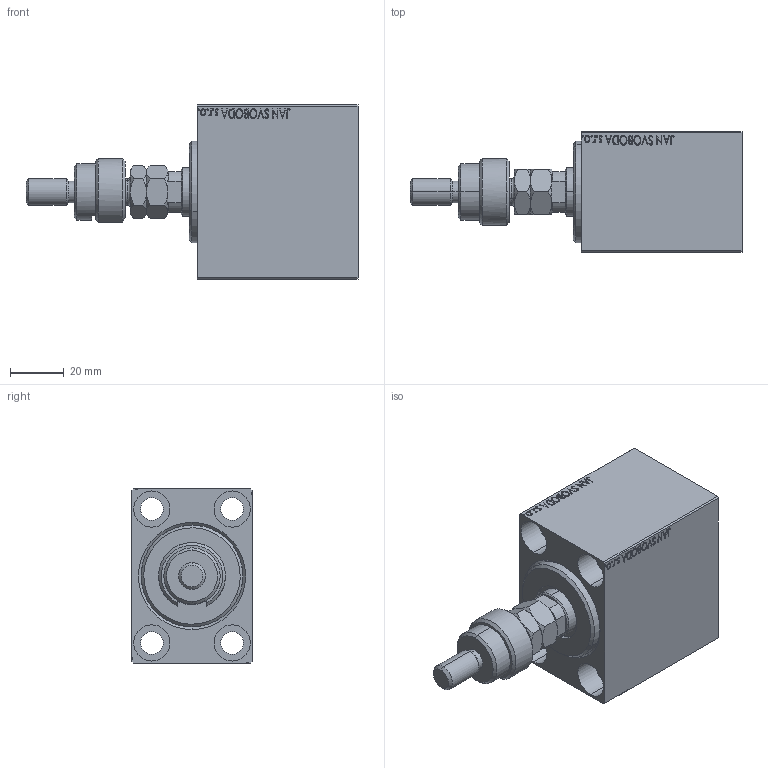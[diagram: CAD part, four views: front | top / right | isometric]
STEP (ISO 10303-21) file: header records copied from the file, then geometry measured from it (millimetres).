
FILE_DESCRIPTION (( 'STEP AP203' ), '1' );
FILE_NAME ('2660.STEP', '2022-04-17T00:34:04', ( '' ), ( '' ), 'SwSTEP 2.0', 'SolidWorks 2019', '' );
FILE_SCHEMA (( 'CONFIG_CONTROL_DESIGN' ));
Length unit declared in the file: millimetre
Products named in the file (7): DFA f8472b8003f81703bee53f4651b967bb; V450CM_VC_B f8472b8003f81703bee53f4651b967bb; FEMALE_PART_FOR_DFA f8472b8003f81703bee53f4651b967bb; V450CM_C_Body f8472b8003f81703bee53f4651b967bb; 2660; MFA f8472b8003f81703bee53f4651b967bb; V450CM_C_VCP f8472b8003f81703bee53f4651b967bb
Assembly tree (6 placements, depth 3):
  2660
    V450CM_C_Body f8472b8003f81703bee53f4651b967bb
    V450CM_C_VCP f8472b8003f81703bee53f4651b967bb
    V450CM_VC_B f8472b8003f81703bee53f4651b967bb
    DFA f8472b8003f81703bee53f4651b967bb
      FEMALE_PART_FOR_DFA f8472b8003f81703bee53f4651b967bb
      MFA f8472b8003f81703bee53f4651b967bb
Bounding box: 124 x 45 x 65 mm (x, y, z)
Volume: 166426 mm3; surface area: 44002.9 mm2
Topology: 5 solids, 5 shells, 943 faces, 2386 edges, 1565 vertices
Faces by surface type: plane 436, bspline 380, cylinder 69, cone 54, torus 4
Entity records: 46637 total; most frequent: CARTESIAN_POINT 25732, ORIENTED_EDGE 4768, DIRECTION 2914, EDGE_CURVE 2384, VERTEX_POINT 1565, LINE 1356, VECTOR 1356, EDGE_LOOP 1071
